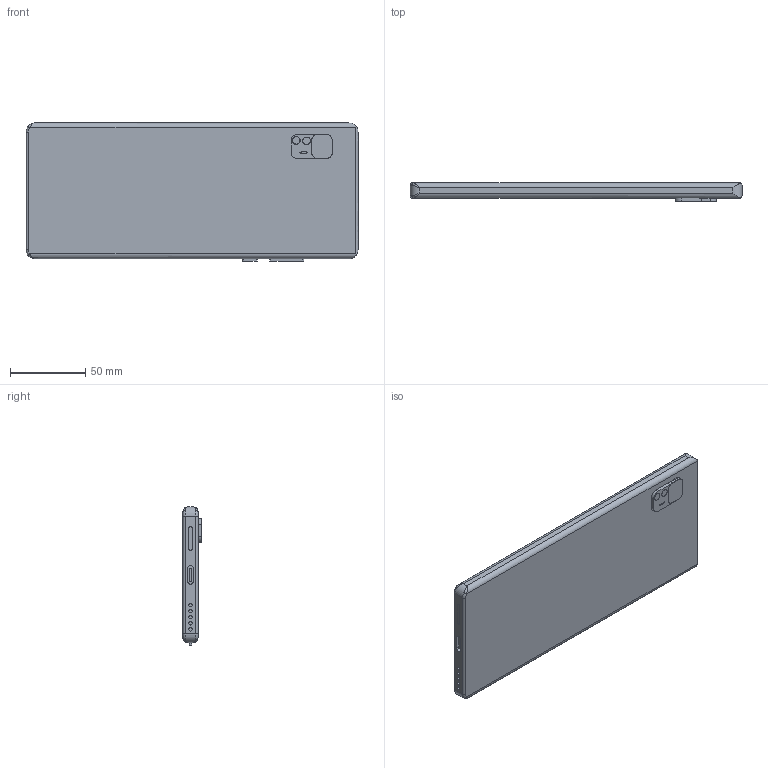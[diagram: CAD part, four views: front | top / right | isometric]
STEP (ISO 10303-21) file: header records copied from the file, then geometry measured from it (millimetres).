
FILE_DESCRIPTION (( 'STEP AP203' ), '1' );
FILE_NAME ('梊淥霧.STEP', '2025-01-14T10:06:50', ( '' ), ( '' ), 'SwSTEP 2.0', 'SolidWorks 2024', '' );
FILE_SCHEMA (( 'CONFIG_CONTROL_DESIGN' ));
Length unit declared in the file: millimetre
Products named in the file (9): 小摄像头; 赵振铭; 音量键; 摄像底板; 插槽; 闪光灯; 手机主板; 开关键; 大摄像头
Assembly tree (9 placements, depth 2):
  赵振铭
    插槽
    大摄像头
    闪光灯
    摄像底板
    手机主板
    小摄像头  x2
    开关键
    音量键
Bounding box: 220 x 12.04 x 91.5 mm (x, y, z)
Volume: 196213.8 mm3; surface area: 49379 mm2
Topology: 9 solids, 9 shells, 156 faces, 358 edges, 232 vertices
Faces by surface type: cylinder 74, plane 72, bspline 6, torus 4
Entity records: 5713 total; most frequent: CARTESIAN_POINT 1202, DIRECTION 780, ORIENTED_EDGE 696, EDGE_CURVE 348, AXIS2_PLACEMENT_3D 298, VERTEX_POINT 228, LINE 184, VECTOR 184
